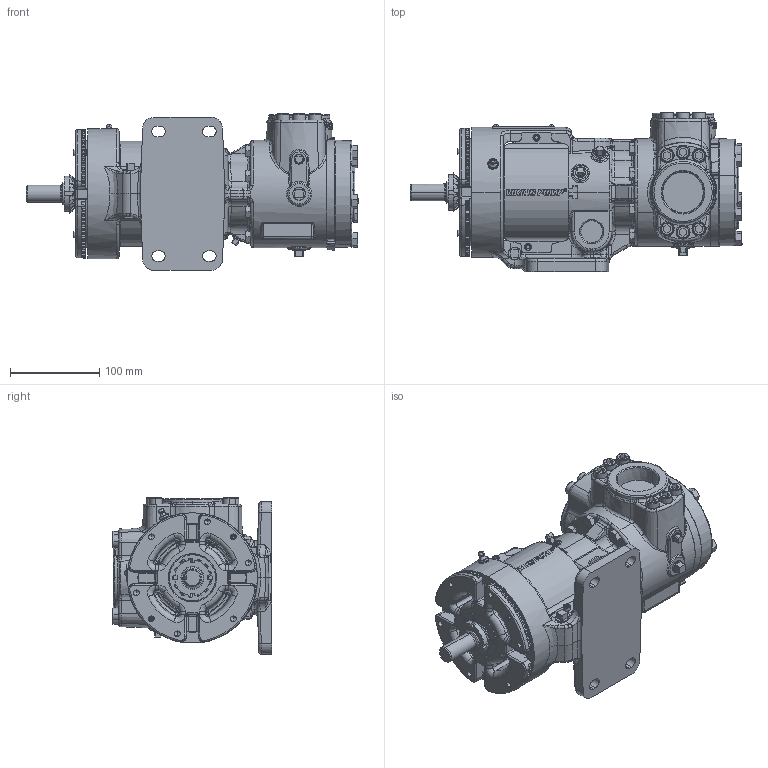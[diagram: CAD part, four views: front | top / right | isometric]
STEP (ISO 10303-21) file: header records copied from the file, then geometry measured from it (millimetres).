
FILE_DESCRIPTION (( 'STEP AP214' ), '1' );
FILE_NAME ('HV-4182.STEP', '2024-04-02T21:10:16', ( '' ), ( '' ), 'SwSTEP 2.0', 'SolidWorks 2022', '' );
FILE_SCHEMA (( 'AUTOMOTIVE_DESIGN' ));
Length unit declared in the file: inch
Products named in the file (1): HV-4182
Bounding box: 372.47 x 178.69 x 175.51 mm (x, y, z)
Volume: 3592777 mm3; surface area: 350386.2 mm2
Topology: 1 solids, 13 shells, 4817 faces, 12375 edges, 7768 vertices
Faces by surface type: bspline 1605, plane 1452, cylinder 895, cone 550, torus 213, sphere 102
Entity records: 274810 total; most frequent: CARTESIAN_POINT 108556, ORIENTED_EDGE 24566, DIRECTION 17168, EDGE_CURVE 12283, VERTEX_POINT 7748, AXIS2_PLACEMENT_3D 6363, EDGE_LOOP 5109, DIMENSIONAL_EXPONENTS 4816
